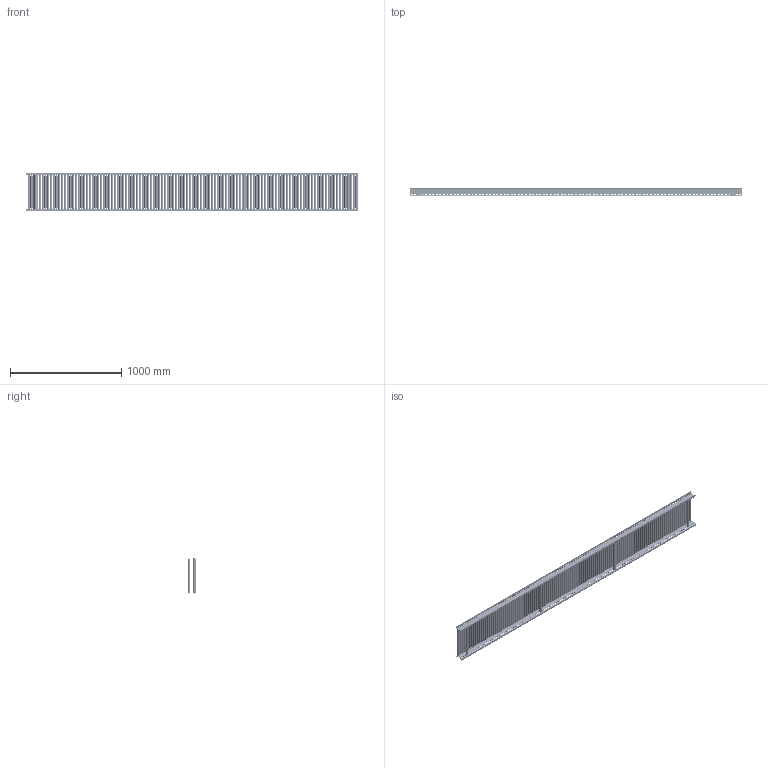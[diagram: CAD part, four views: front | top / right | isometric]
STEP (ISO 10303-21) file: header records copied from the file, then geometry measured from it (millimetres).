
FILE_DESCRIPTION (( 'STEP AP214' ), '1' );
FILE_NAME ('0051401.step', '2021-10-26T13:34:39', ( '' ), ( '' ), 'SwSTEP 2.0', 'SolidWorks 2020', '' );
FILE_SCHEMA (( 'AUTOMOTIVE_DESIGN' ));
Length unit declared in the file: millimetre
Products named in the file (8): KUT50-20x1,5-KU-A6_FA-EL=KFG_L=300; 0026257_TYP-KUT50-20X1,5-6; Profil_KRB-20x70x20x2_KFG_S109089_U-PROFIL-20-70-20-2-KRB-�20-L=2987,5; S100994_Sperrzahnschraube_M08x16-8.8-A2K; Traversen_KFG_L300; 0051401; 0039777_Achse-ﾘ06-FA-KFG_L=320 f〉 D20; 0017012_Tragrollenrohr-Ø20x1,5KU_KFG_L280
Assembly tree (137 placements, depth 3):
  0051401
    Profil_KRB-20x70x20x2_KFG_S109089_U-PROFIL-20-70-20-2-KRB-�20-L=2987,5  x2
    KUT50-20x1,5-KU-A6_FA-EL=KFG_L=300  x119
      0039777_Achse-ﾘ06-FA-KFG_L=320 f〉 D20
      0017012_Tragrollenrohr-Ø20x1,5KU_KFG_L280
      0026257_TYP-KUT50-20X1,5-6
    Traversen_KFG_L300  x4
    S100994_Sperrzahnschraube_M08x16-8.8-A2K  x8
Bounding box: 2987.5 x 71 x 340 mm (x, y, z)
Volume: 6185235.5 mm3; surface area: 7059356 mm2
Topology: 736 solids, 736 shells, 31448 faces, 75582 edges, 47304 vertices
Faces by surface type: cylinder 11758, plane 10438, bspline 4284, cone 3984, torus 984
Entity records: 45565 total; most frequent: DIRECTION 8154, CARTESIAN_POINT 7953, ORIENTED_EDGE 6824, AXIS2_PLACEMENT_3D 3486, EDGE_CURVE 3412, VERTEX_POINT 2248, EDGE_LOOP 2170, CIRCLE 2168
